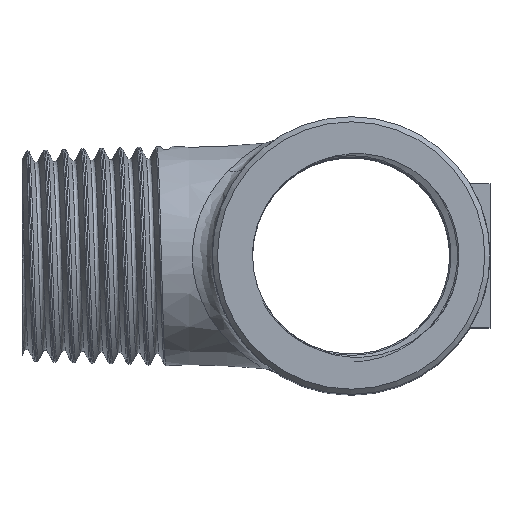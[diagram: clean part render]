
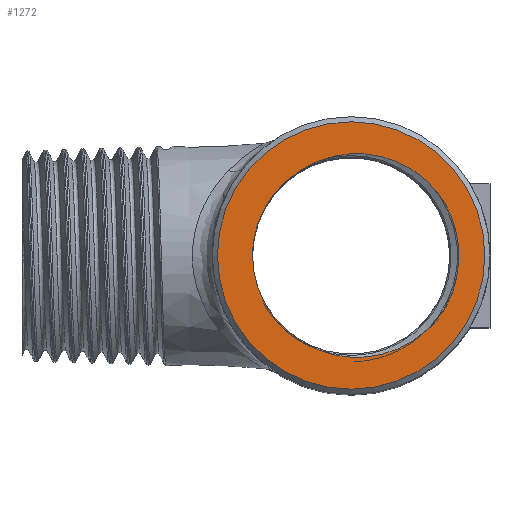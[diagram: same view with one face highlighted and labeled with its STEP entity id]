
A CAD part, top view. The second image highlights one B-rep face of the part: STEP entity #1272.
In plain terms, the highlighted planar face has unit normal (0, 0, 1).
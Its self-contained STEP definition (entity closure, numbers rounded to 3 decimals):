
#42=CIRCLE('',#1324,9.585);
#43=CIRCLE('',#1325,13.);
#61=PLANE('',#1323);
#437=ORIENTED_EDGE('',*,*,#732,.T.);
#438=ORIENTED_EDGE('',*,*,#781,.T.);
#439=ORIENTED_EDGE('',*,*,#814,.F.);
#440=ORIENTED_EDGE('',*,*,#762,.T.);
#441=ORIENTED_EDGE('',*,*,#739,.T.);
#442=ORIENTED_EDGE('',*,*,#736,.T.);
#443=ORIENTED_EDGE('',*,*,#815,.T.);
#732=EDGE_CURVE('',#929,#930,#1071,.T.);
#736=EDGE_CURVE('',#933,#929,#1073,.T.);
#739=EDGE_CURVE('',#935,#933,#1075,.T.);
#762=EDGE_CURVE('',#937,#935,#1078,.T.);
#781=EDGE_CURVE('',#930,#975,#1080,.T.);
#814=EDGE_CURVE('',#937,#975,#42,.T.);
#815=EDGE_CURVE('',#999,#999,#43,.T.);
#929=VERTEX_POINT('',#16634);
#930=VERTEX_POINT('',#16635);
#933=VERTEX_POINT('',#18292);
#935=VERTEX_POINT('',#19523);
#937=VERTEX_POINT('',#20758);
#975=VERTEX_POINT('',#22333);
#999=VERTEX_POINT('',#22894);
#1071=B_SPLINE_CURVE_WITH_KNOTS('',3,(#16629,#16630,#16631,#16632,#16633),
 .UNSPECIFIED.,.F.,.F.,(4,1,4),(0.,0.5,1.),.UNSPECIFIED.);
#1073=B_SPLINE_CURVE_WITH_KNOTS('',3,(#18282,#18283,#18284,#18285,#18286,
#18287,#18288,#18289,#18290,#18291),.UNSPECIFIED.,.F.,.F.,(4,1,1,1,1,1,
1,4),(0.,0.125,0.25,0.5,0.625,0.75,0.875,1.),.UNSPECIFIED.);
#1075=B_SPLINE_CURVE_WITH_KNOTS('',3,(#19518,#19519,#19520,#19521,#19522),
 .UNSPECIFIED.,.F.,.F.,(4,1,4),(0.,0.5,1.),.UNSPECIFIED.);
#1078=B_SPLINE_CURVE_WITH_KNOTS('',3,(#21030,#21031,#21032,#21033,#21034),
 .UNSPECIFIED.,.F.,.F.,(4,1,4),(0.,0.5,1.),.UNSPECIFIED.);
#1080=B_SPLINE_CURVE_WITH_KNOTS('',3,(#22334,#22335,#22336,#22337,#22338,
#22339),.UNSPECIFIED.,.F.,.F.,(4,1,1,4),(0.,0.25,0.5,1.),.UNSPECIFIED.);
#1135=EDGE_LOOP('',(#437,#438,#439,#440,#441,#442));
#1136=EDGE_LOOP('',(#443));
#1193=FACE_BOUND('',#1135,.T.);
#1194=FACE_BOUND('',#1136,.T.);
#1272=ADVANCED_FACE('',(#1193,#1194),#61,.T.);
#1323=AXIS2_PLACEMENT_3D('',#22891,#1416,#1417);
#1324=AXIS2_PLACEMENT_3D('',#22892,#1418,#1419);
#1325=AXIS2_PLACEMENT_3D('',#22893,#1420,#1421);
#1416=DIRECTION('',(0.,0.,1.));
#1417=DIRECTION('',(1.,0.,0.));
#1418=DIRECTION('',(0.,0.,1.));
#1419=DIRECTION('',(1.,0.,0.));
#1420=DIRECTION('',(0.,0.,1.));
#1421=DIRECTION('',(1.,0.,0.));
#16629=CARTESIAN_POINT('',(7.443,-7.179,28.));
#16630=CARTESIAN_POINT('',(6.057,-8.47,28.));
#16631=CARTESIAN_POINT('',(2.57,-10.262,28.));
#16632=CARTESIAN_POINT('',(-1.342,-9.909,28.));
#16633=CARTESIAN_POINT('',(-3.101,-9.206,28.));
#16634=CARTESIAN_POINT('',(7.443,-7.179,28.));
#16635=CARTESIAN_POINT('',(-3.101,-9.206,28.));
#18282=CARTESIAN_POINT('',(7.443,7.179,28.));
#18283=CARTESIAN_POINT('',(7.919,6.736,28.));
#18284=CARTESIAN_POINT('',(8.811,5.679,28.));
#18285=CARTESIAN_POINT('',(10.076,3.326,28.));
#18286=CARTESIAN_POINT('',(10.609,0.664,28.));
#18287=CARTESIAN_POINT('',(10.34,-2.017,28.));
#18288=CARTESIAN_POINT('',(9.754,-3.927,28.));
#18289=CARTESIAN_POINT('',(8.799,-5.696,28.));
#18290=CARTESIAN_POINT('',(7.915,-6.739,28.));
#18291=CARTESIAN_POINT('',(7.443,-7.179,28.));
#18292=CARTESIAN_POINT('',(7.443,7.179,28.));
#19518=CARTESIAN_POINT('',(-3.101,9.206,28.));
#19519=CARTESIAN_POINT('',(-1.339,9.91,28.));
#19520=CARTESIAN_POINT('',(2.591,10.256,28.));
#19521=CARTESIAN_POINT('',(6.056,8.47,28.));
#19522=CARTESIAN_POINT('',(7.443,7.179,28.));
#19523=CARTESIAN_POINT('',(-3.101,9.206,28.));
#20758=CARTESIAN_POINT('',(-7.609,5.828,28.));
#21030=CARTESIAN_POINT('',(-7.609,5.828,28.));
#21031=CARTESIAN_POINT('',(-7.035,6.587,28.));
#21032=CARTESIAN_POINT('',(-5.668,7.934,28.));
#21033=CARTESIAN_POINT('',(-4.023,8.837,28.));
#21034=CARTESIAN_POINT('',(-3.101,9.206,28.));
#22333=CARTESIAN_POINT('',(-7.609,-5.828,28.));
#22334=CARTESIAN_POINT('',(-3.101,-9.206,28.));
#22335=CARTESIAN_POINT('',(-3.56,-9.023,28.));
#22336=CARTESIAN_POINT('',(-4.398,-8.631,28.));
#22337=CARTESIAN_POINT('',(-6.015,-7.597,28.));
#22338=CARTESIAN_POINT('',(-7.036,-6.587,28.));
#22339=CARTESIAN_POINT('',(-7.609,-5.828,28.));
#22891=CARTESIAN_POINT('',(0.,0.,28.));
#22892=CARTESIAN_POINT('',(0.,0.,28.));
#22893=CARTESIAN_POINT('',(0.,0.,28.));
#22894=CARTESIAN_POINT('',(13.,0.,28.));
